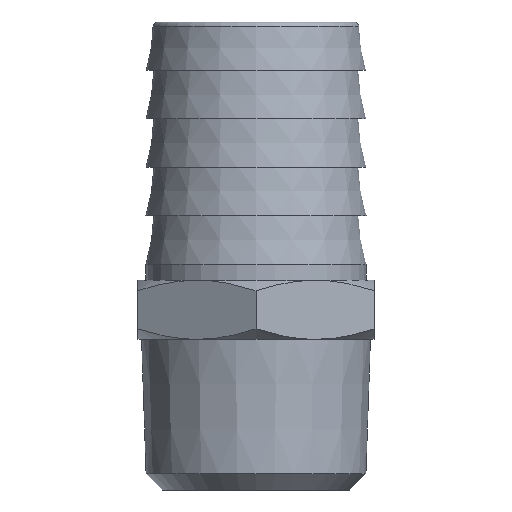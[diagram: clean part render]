
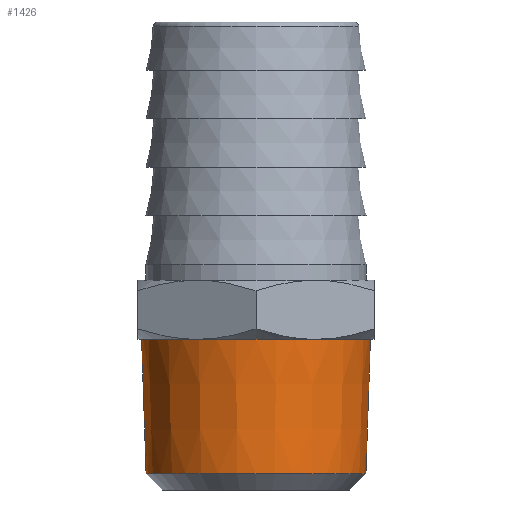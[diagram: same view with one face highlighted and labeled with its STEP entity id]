
A CAD part, left-side view. The second image highlights one B-rep face of the part: STEP entity #1426.
In plain terms, the highlighted conical face has half-angle 1.918 degrees and reference radius 10.634 mm.
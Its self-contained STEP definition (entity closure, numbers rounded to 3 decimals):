
#695=CONICAL_SURFACE('',#1315,10.634,1.918);
#719=ORIENTED_EDGE('',*,*,#923,.F.);
#720=ORIENTED_EDGE('',*,*,#924,.F.);
#845=CIRCLE('',#1316,10.215);
#846=CIRCLE('',#1317,10.634);
#878=VERTEX_POINT('',#1474);
#879=VERTEX_POINT('',#1476);
#923=EDGE_CURVE('',#878,#878,#845,.T.);
#924=EDGE_CURVE('',#879,#879,#846,.T.);
#986=EDGE_LOOP('',(#719));
#987=EDGE_LOOP('',(#720));
#1048=FACE_BOUND('',#986,.T.);
#1049=FACE_BOUND('',#987,.T.);
#1114=DIRECTION('',(0.,1.,0.));
#1115=DIRECTION('',(0.,0.,1.));
#1116=DIRECTION('',(0.,-1.,0.));
#1117=DIRECTION('',(0.,0.,10.215));
#1118=DIRECTION('',(0.,1.,0.));
#1119=DIRECTION('',(10.634,0.,0.));
#1315=AXIS2_PLACEMENT_3D('',#1473,#1114,#1115);
#1316=AXIS2_PLACEMENT_3D('',#1475,#1116,#1117);
#1317=AXIS2_PLACEMENT_3D('',#1477,#1118,#1119);
#1426=ADVANCED_FACE('',(#1048,#1049),#695,.T.);
#1473=CARTESIAN_POINT('',(38.878,42.001,0.));
#1474=CARTESIAN_POINT('',(38.878,29.504,10.215));
#1475=CARTESIAN_POINT('',(38.878,29.504,0.));
#1476=CARTESIAN_POINT('',(49.512,42.001,0.));
#1477=CARTESIAN_POINT('',(38.878,42.001,0.));
